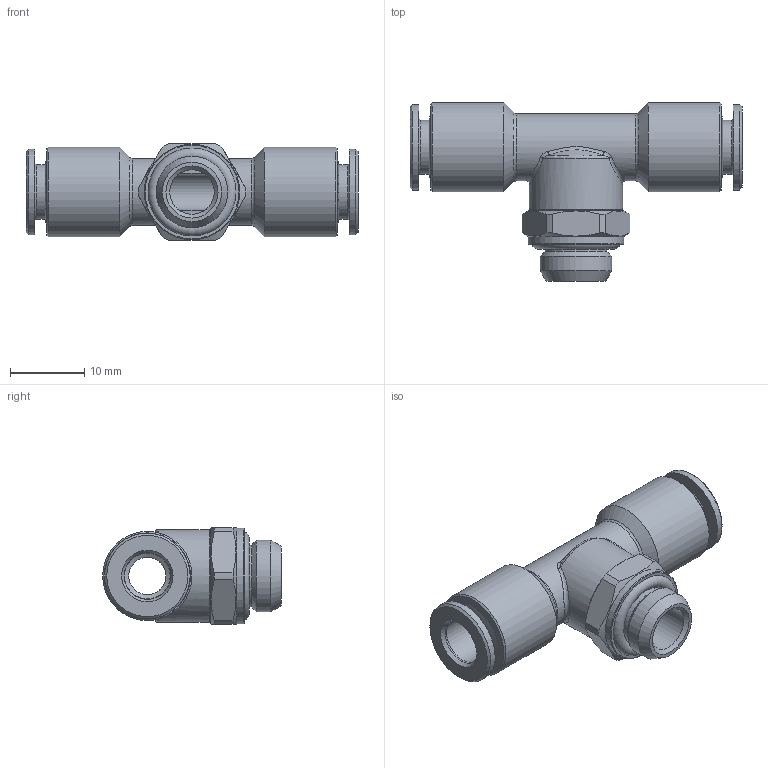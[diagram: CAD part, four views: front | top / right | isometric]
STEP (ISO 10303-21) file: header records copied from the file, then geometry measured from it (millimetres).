
FILE_DESCRIPTION( ( 'STEP AP214' ), '1' );
FILE_NAME( 'psolqas_9864_28.stp', '2020-12-01T17:07:08', ( 'License CC BY-ND 4.0' ), ( 'CADENAS' ), ' ', 'PARTsolutions', ' ' );
FILE_SCHEMA( ( 'AUTOMOTIVE_DESIGN { 1 0 10303 214 1 1 1 1 }' ) );
Length unit declared in the file: metre
Products named in the file (1): NONE
Bounding box: 44.6 x 24 x 13 mm (x, y, z)
Volume: 3877.8 mm3; surface area: 3588.4 mm2
Topology: 1 solids, 1 shells, 77 faces, 185 edges, 116 vertices
Faces by surface type: cone 22, cylinder 21, plane 18, torus 8, bspline 8
Full cylindrical faces by diameter (mm): 5 x1, 6 x1, 6.15 x2, 7.3 x2, 8.3 x1, 9 x1, 9.6 x1, 11.5 x2, 12 x2, 12.5 x1, 12.8 x1
Entity records: 3157 total; most frequent: CARTESIAN_POINT 1033, DIRECTION 304, ORIENTED_EDGE 258, AXIS2_PLACEMENT_3D 145, EDGE_LOOP 130, EDGE_CURVE 129, VERTEX_POINT 103, FACE_OUTER_BOUND 98
